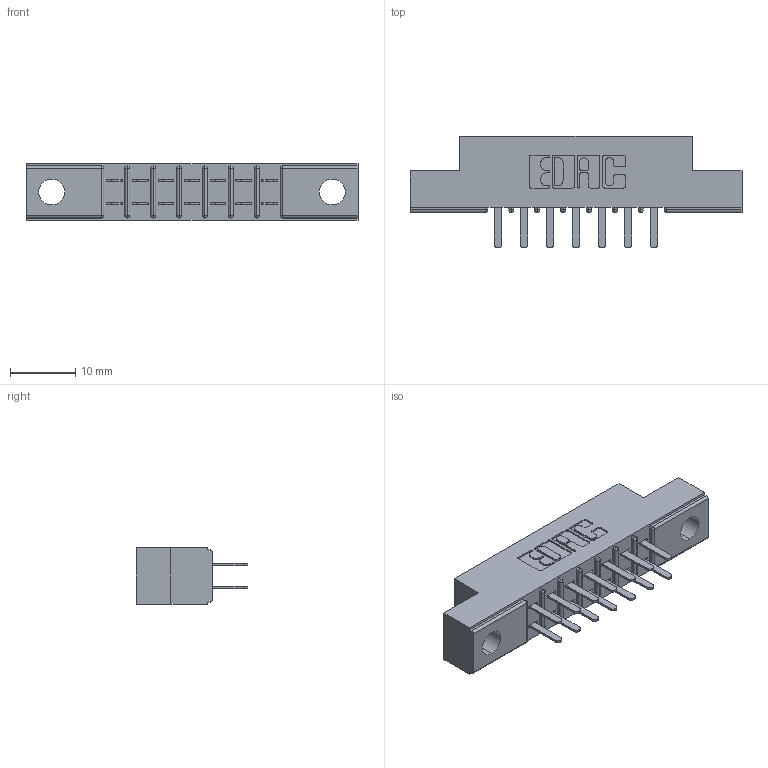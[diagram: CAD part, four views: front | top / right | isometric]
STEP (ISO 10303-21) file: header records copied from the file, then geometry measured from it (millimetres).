
FILE_DESCRIPTION (( 'STEP AP203' ), '1' );
FILE_NAME ('315-014-520-204.STEP', '2019-09-10T13:29:04', ( '' ), ( '' ), 'SwSTEP 2.0', 'SolidWorks 2016', '' );
FILE_SCHEMA (( 'CONFIG_CONTROL_DESIGN' ));
Length unit declared in the file: inch
Products named in the file (3): 315-014-520-204; 305 Part_.156 Dia; 305-290-001_520
Assembly tree (15 placements, depth 2):
  315-014-520-204
    305 Part_.156 Dia
    305-290-001_520  x14
Bounding box: 50.75 x 17.09 x 8.71 mm (x, y, z)
Volume: 3102.6 mm3; surface area: 4878.1 mm2
Topology: 15 solids, 15 shells, 774 faces, 2193 edges, 1422 vertices
Faces by surface type: plane 460, cylinder 286, sphere 28
Entity records: 12138 total; most frequent: CARTESIAN_POINT 2013, ORIENTED_EDGE 1990, DIRECTION 1967, EDGE_CURVE 995, LINE 775, VECTOR 775, VERTEX_POINT 642, AXIS2_PLACEMENT_3D 596
